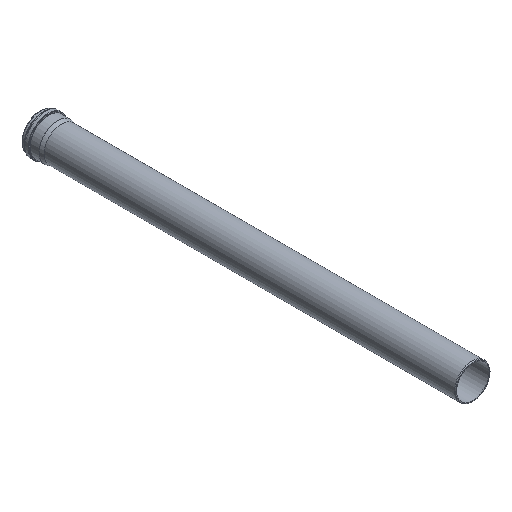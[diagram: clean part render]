
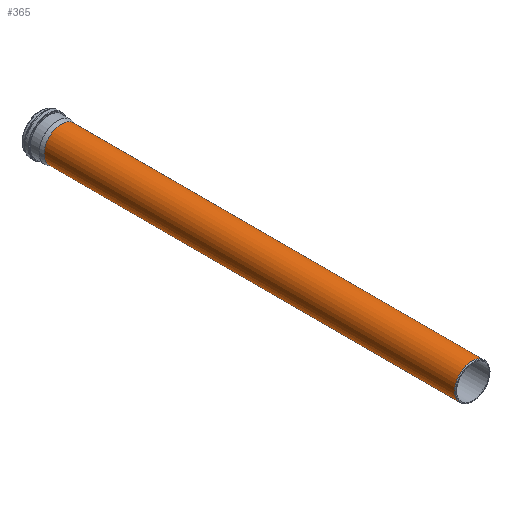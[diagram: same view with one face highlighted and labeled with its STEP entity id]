
A CAD part, isometric view. The second image highlights one B-rep face of the part: STEP entity #365.
In plain terms, the highlighted cylindrical face has radius 125 mm (diameter 250 mm), a full revolution.
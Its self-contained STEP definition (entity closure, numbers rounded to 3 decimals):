
#42=FACE_BOUND('',#113,.T.);
#77=FACE_OUTER_BOUND('',#112,.T.);
#112=EDGE_LOOP('',(#287));
#113=EDGE_LOOP('',(#288));
#182=CIRCLE('',#403,125.);
#183=CIRCLE('',#404,125.);
#217=VERTEX_POINT('',#616);
#218=VERTEX_POINT('',#618);
#252=EDGE_CURVE('',#217,#217,#182,.T.);
#253=EDGE_CURVE('',#218,#218,#183,.T.);
#287=ORIENTED_EDGE('',*,*,#252,.F.);
#288=ORIENTED_EDGE('',*,*,#253,.T.);
#357=CYLINDRICAL_SURFACE('',#402,125.);
#365=ADVANCED_FACE('',(#77,#42),#357,.T.);
#402=AXIS2_PLACEMENT_3D('',#615,#474,#475);
#403=AXIS2_PLACEMENT_3D('',#617,#476,#477);
#404=AXIS2_PLACEMENT_3D('',#619,#478,#479);
#474=DIRECTION('center_axis',(0.,-1.,0.));
#475=DIRECTION('ref_axis',(1.,0.,0.));
#476=DIRECTION('center_axis',(0.,-1.,0.));
#477=DIRECTION('ref_axis',(1.,0.,0.));
#478=DIRECTION('center_axis',(0.,-1.,0.));
#479=DIRECTION('ref_axis',(1.,0.,0.));
#615=CARTESIAN_POINT('Origin',(0.,1488.699,0.));
#616=CARTESIAN_POINT('',(125.,8.,0.));
#617=CARTESIAN_POINT('Origin',(0.,8.,0.));
#618=CARTESIAN_POINT('',(125.,2969.397,0.));
#619=CARTESIAN_POINT('Origin',(0.,2969.397,0.));
